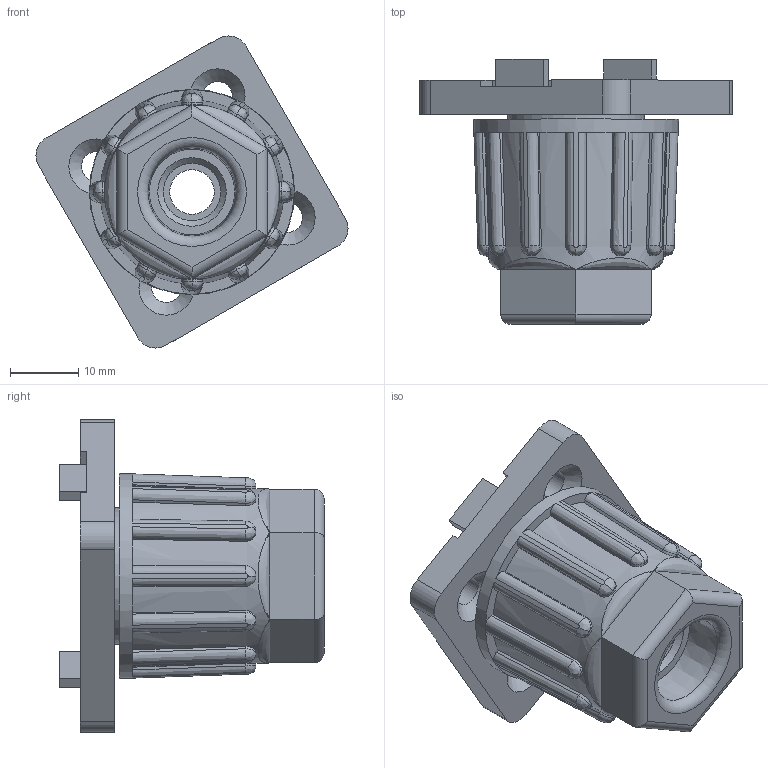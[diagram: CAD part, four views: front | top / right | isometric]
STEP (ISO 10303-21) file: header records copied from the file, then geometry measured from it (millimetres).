
FILE_DESCRIPTION (( 'STEP AP214' ), '1' );
FILE_NAME ('098h350808.STEP', '2015-01-16T08:37:33', ( 'Admin' ), ( 'Hewlett-Packard Company' ), 'SwSTEP 2.0', 'SolidWorks 2014', '' );
FILE_SCHEMA (( 'AUTOMOTIVE_DESIGN' ));
Length unit declared in the file: millimetre
Products named in the file (5): 098h35o0808_Standard; 4din137ad0815e_Standard; 4din439bm8m_Standard; 098h30u_098 h 30 u; 098h350808
Assembly tree (4 placements, depth 2):
  098h350808
    098h30u_098 h 30 u
    4din439bm8m_Standard
    4din137ad0815e_Standard
    098h35o0808_Standard
Bounding box: 45.61 x 38.7 x 45.61 mm (x, y, z)
Volume: 16890.9 mm3; surface area: 14506.2 mm2
Topology: 4 solids, 4 shells, 395 faces, 1032 edges, 652 vertices
Faces by surface type: plane 175, cylinder 147, bspline 54, cone 14, torus 5
Full cylindrical faces by diameter (mm): 4.3 x4, 6.5 x1, 8.4 x2, 13 x1, 15 x1, 16.5 x1, 18 x2, 20 x1
Entity records: 14959 total; most frequent: CARTESIAN_POINT 5886, ORIENTED_EDGE 1992, DIRECTION 1596, EDGE_CURVE 996, VERTEX_POINT 644, AXIS2_PLACEMENT_3D 560, VECTOR 476, LINE 476
